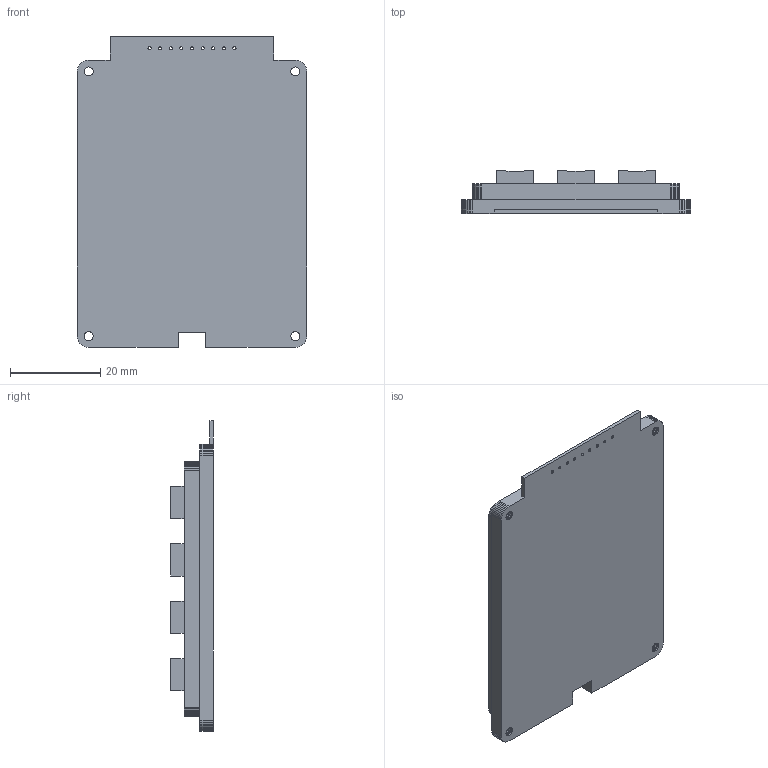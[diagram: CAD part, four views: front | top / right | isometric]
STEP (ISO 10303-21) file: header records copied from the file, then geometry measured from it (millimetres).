
FILE_DESCRIPTION(('FreeCAD Model'),'2;1');
FILE_NAME('Open CASCADE Shape Model','2026-01-07T11:14:47',('Author'),( ''),'Open CASCADE STEP processor 7.8','FreeCAD','Unknown');
FILE_SCHEMA(('AUTOMOTIVE_DESIGN { 1 0 10303 214 1 1 1 1 }'));
Length unit declared in the file: millimetre
Products named in the file (1): Keypad_without_pin002
Bounding box: 50.9 x 9.5 x 69 mm (x, y, z)
Surface area: 9372.5 mm2 (no closed solid volume)
Topology: 0 solids, 1 shells, 644 faces, 1890 edges, 1260 vertices
Faces by surface type: plane 644
Entity records: 21008 total; most frequent: CARTESIAN_POINT 3795, ORIENTED_EDGE 3780, DIRECTION 3180, EDGE_CURVE 1890, LINE 1890, VECTOR 1890, VERTEX_POINT 1260, FACE_BOUND 682
